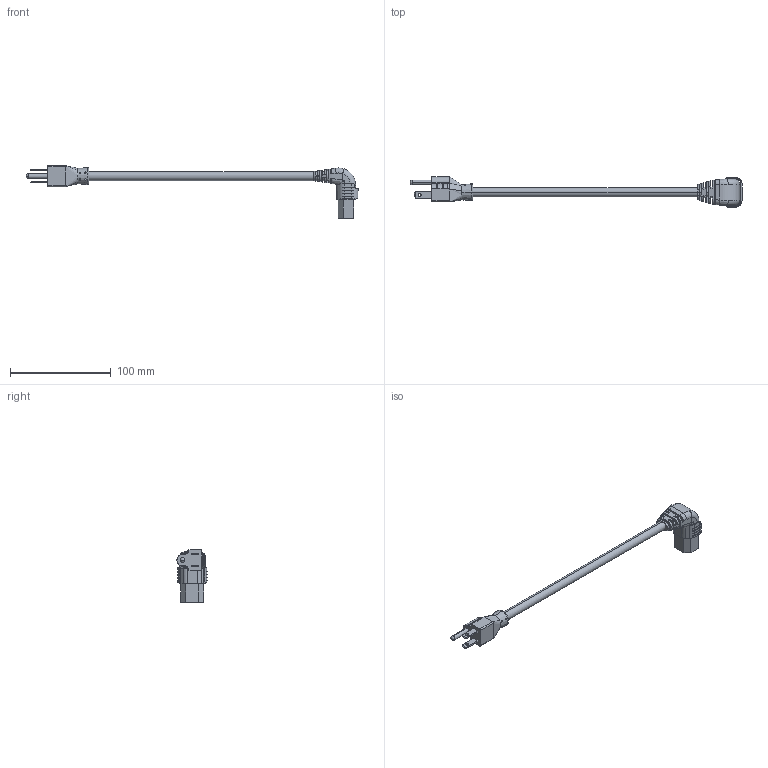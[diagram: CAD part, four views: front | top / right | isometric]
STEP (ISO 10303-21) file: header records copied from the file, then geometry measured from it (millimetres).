
FILE_DESCRIPTION (( 'STEP AP203' ), '1' );
FILE_NAME ('C13LPUN515P-15_3D.STEP', '2022-07-26T22:01:54', ( '' ), ( '' ), 'SwSTEP 2.0', 'SolidWorks 2021', '' );
FILE_SCHEMA (( 'CONFIG_CONTROL_DESIGN' ));
Length unit declared in the file: inch
Products named in the file (4): SJT 3x14AWG Cord; EN60320-C13-UP; NEMA; C13LPUN515P-15_3D
Assembly tree (3 placements, depth 2):
  C13LPUN515P-15_3D
    NEMA
    EN60320-C13-UP
    SJT 3x14AWG Cord
Bounding box: 329.14 x 29.89 x 52.32 mm (x, y, z)
Volume: 52308.9 mm3; surface area: 21920.2 mm2
Topology: 4 solids, 4 shells, 321 faces, 891 edges, 587 vertices
Faces by surface type: plane 189, cylinder 92, bspline 24, torus 12, sphere 2, cone 2
Entity records: 12349 total; most frequent: CARTESIAN_POINT 4014, ORIENTED_EDGE 1778, DIRECTION 1507, EDGE_CURVE 889, VERTEX_POINT 587, AXIS2_PLACEMENT_3D 506, VECTOR 495, LINE 495
